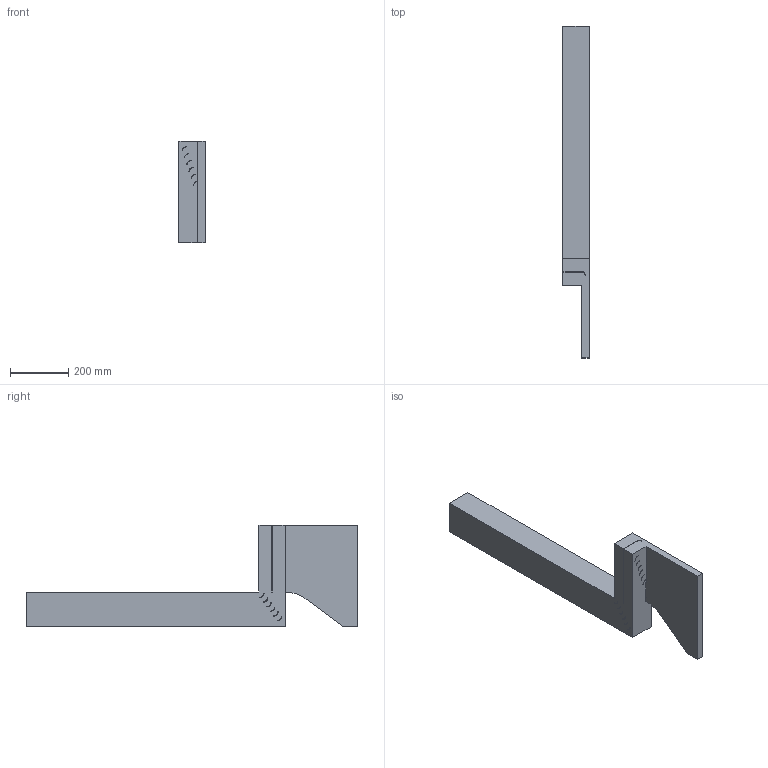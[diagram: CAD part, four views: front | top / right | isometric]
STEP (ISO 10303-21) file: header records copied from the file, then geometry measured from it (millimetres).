
FILE_DESCRIPTION((''),'2;1');
FILE_NAME('AIR-CHANNEL','2010-10-14T',('Blitss'),(''),'PRO/ENGINEER BY PARAMETRIC TECHNOLOGY CORPORATION, 2006420','PRO/ENGINEER BY PARAMETRIC TECHNOLOGY CORPORATION, 2006420','');
FILE_SCHEMA(('CONFIG_CONTROL_DESIGN'));
Length unit declared in the file: millimetre
Products named in the file (1): AIR-CHANNEL
Bounding box: 90 x 1140 x 350 mm (x, y, z)
Volume: 13252353.6 mm3; surface area: 750795.1 mm2
Topology: 1 solids, 1 shells, 114 faces, 354 edges, 234 vertices
Faces by surface type: plane 65, cylinder 49
Entity records: 4086 total; most frequent: ORIENTED_EDGE 708, CARTESIAN_POINT 702, DIRECTION 680, EDGE_CURVE 354, VECTOR 256, LINE 256, VERTEX_POINT 234, AXIS2_PLACEMENT_3D 212
